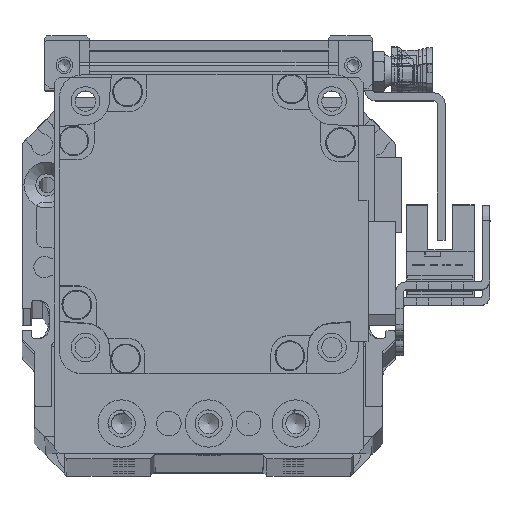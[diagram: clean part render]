
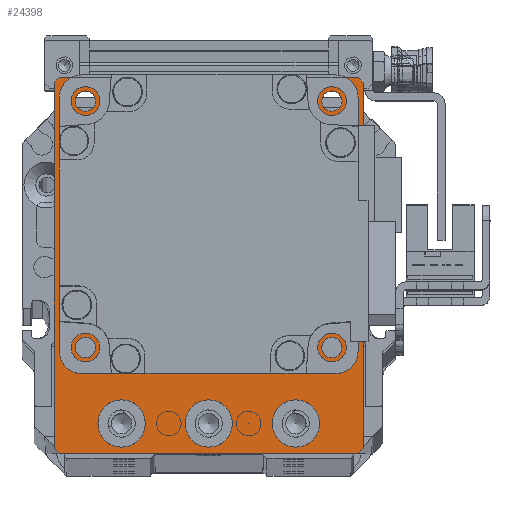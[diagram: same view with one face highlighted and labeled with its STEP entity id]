
A CAD part, top view. The second image highlights one B-rep face of the part: STEP entity #24398.
In plain terms, the highlighted planar face has unit normal (0, 0, 1).
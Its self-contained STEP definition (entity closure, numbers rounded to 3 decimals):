
#929=FACE_BOUND('',#4529,.T.);
#930=FACE_BOUND('',#4530,.T.);
#931=FACE_BOUND('',#4531,.T.);
#932=FACE_BOUND('',#4532,.T.);
#933=FACE_BOUND('',#4533,.T.);
#934=FACE_BOUND('',#4534,.T.);
#935=FACE_BOUND('',#4535,.T.);
#936=FACE_BOUND('',#4536,.T.);
#1492=PLANE('',#27296);
#2872=FACE_OUTER_BOUND('',#4528,.T.);
#4528=EDGE_LOOP('',(#21538,#21539,#21540,#21541,#21542,#21543,#21544,#21545));
#4529=EDGE_LOOP('',(#21546));
#4530=EDGE_LOOP('',(#21547));
#4531=EDGE_LOOP('',(#21548));
#4532=EDGE_LOOP('',(#21549));
#4533=EDGE_LOOP('',(#21550));
#4534=EDGE_LOOP('',(#21551));
#4535=EDGE_LOOP('',(#21552));
#4536=EDGE_LOOP('',(#21553));
#6510=LINE('',#41941,#8596);
#6512=LINE('',#41945,#8598);
#6515=LINE('',#41951,#8601);
#6516=LINE('',#41953,#8602);
#6517=LINE('',#41955,#8603);
#6518=LINE('',#41957,#8604);
#6519=LINE('',#41959,#8605);
#6520=LINE('',#41960,#8606);
#8596=VECTOR('',#33593,10.);
#8598=VECTOR('',#33597,10.);
#8601=VECTOR('',#33602,10.);
#8602=VECTOR('',#33603,10.);
#8603=VECTOR('',#33604,10.);
#8604=VECTOR('',#33605,10.);
#8605=VECTOR('',#33606,10.);
#8606=VECTOR('',#33607,10.);
#9993=CIRCLE('',#27297,25.);
#9994=CIRCLE('',#27298,2.067);
#9995=CIRCLE('',#27299,2.067);
#9996=CIRCLE('',#27300,2.067);
#9997=CIRCLE('',#27301,2.067);
#9998=CIRCLE('',#27302,4.75);
#9999=CIRCLE('',#27303,4.75);
#10000=CIRCLE('',#27304,4.75);
#12059=VERTEX_POINT('',#41938);
#12060=VERTEX_POINT('',#41940);
#12061=VERTEX_POINT('',#41944);
#12063=VERTEX_POINT('',#41950);
#12064=VERTEX_POINT('',#41952);
#12065=VERTEX_POINT('',#41954);
#12066=VERTEX_POINT('',#41956);
#12067=VERTEX_POINT('',#41958);
#12068=VERTEX_POINT('',#41961);
#12069=VERTEX_POINT('',#41963);
#12070=VERTEX_POINT('',#41965);
#12071=VERTEX_POINT('',#41967);
#12072=VERTEX_POINT('',#41969);
#12073=VERTEX_POINT('',#41971);
#12074=VERTEX_POINT('',#41973);
#12075=VERTEX_POINT('',#41975);
#15288=EDGE_CURVE('',#12060,#12059,#6510,.T.);
#15290=EDGE_CURVE('',#12060,#12061,#6512,.T.);
#15293=EDGE_CURVE('',#12063,#12059,#6515,.T.);
#15294=EDGE_CURVE('',#12063,#12064,#6516,.T.);
#15295=EDGE_CURVE('',#12065,#12064,#6517,.T.);
#15296=EDGE_CURVE('',#12065,#12066,#6518,.T.);
#15297=EDGE_CURVE('',#12067,#12066,#6519,.T.);
#15298=EDGE_CURVE('',#12067,#12061,#6520,.T.);
#15299=EDGE_CURVE('',#12068,#12068,#9993,.T.);
#15300=EDGE_CURVE('',#12069,#12069,#9994,.T.);
#15301=EDGE_CURVE('',#12070,#12070,#9995,.T.);
#15302=EDGE_CURVE('',#12071,#12071,#9996,.T.);
#15303=EDGE_CURVE('',#12072,#12072,#9997,.T.);
#15304=EDGE_CURVE('',#12073,#12073,#9998,.T.);
#15305=EDGE_CURVE('',#12074,#12074,#9999,.T.);
#15306=EDGE_CURVE('',#12075,#12075,#10000,.T.);
#21538=ORIENTED_EDGE('',*,*,#15290,.F.);
#21539=ORIENTED_EDGE('',*,*,#15288,.T.);
#21540=ORIENTED_EDGE('',*,*,#15293,.F.);
#21541=ORIENTED_EDGE('',*,*,#15294,.T.);
#21542=ORIENTED_EDGE('',*,*,#15295,.F.);
#21543=ORIENTED_EDGE('',*,*,#15296,.T.);
#21544=ORIENTED_EDGE('',*,*,#15297,.F.);
#21545=ORIENTED_EDGE('',*,*,#15298,.T.);
#21546=ORIENTED_EDGE('',*,*,#15299,.T.);
#21547=ORIENTED_EDGE('',*,*,#15300,.T.);
#21548=ORIENTED_EDGE('',*,*,#15301,.T.);
#21549=ORIENTED_EDGE('',*,*,#15302,.T.);
#21550=ORIENTED_EDGE('',*,*,#15303,.T.);
#21551=ORIENTED_EDGE('',*,*,#15304,.T.);
#21552=ORIENTED_EDGE('',*,*,#15305,.T.);
#21553=ORIENTED_EDGE('',*,*,#15306,.T.);
#24398=ADVANCED_FACE('',(#2872,#929,#930,#931,#932,#933,#934,#935,#936),
#1492,.T.);
#27296=AXIS2_PLACEMENT_3D('',#41949,#33600,#33601);
#27297=AXIS2_PLACEMENT_3D('',#41962,#33608,#33609);
#27298=AXIS2_PLACEMENT_3D('',#41964,#33610,#33611);
#27299=AXIS2_PLACEMENT_3D('',#41966,#33612,#33613);
#27300=AXIS2_PLACEMENT_3D('',#41968,#33614,#33615);
#27301=AXIS2_PLACEMENT_3D('',#41970,#33616,#33617);
#27302=AXIS2_PLACEMENT_3D('',#41972,#33618,#33619);
#27303=AXIS2_PLACEMENT_3D('',#41974,#33620,#33621);
#27304=AXIS2_PLACEMENT_3D('',#41976,#33622,#33623);
#33593=DIRECTION('',(1.,0.,0.));
#33597=DIRECTION('',(-0.707,0.707,0.));
#33600=DIRECTION('center_axis',(0.,0.,1.));
#33601=DIRECTION('ref_axis',(1.,0.,0.));
#33602=DIRECTION('',(-0.707,-0.707,0.));
#33603=DIRECTION('',(0.,1.,0.));
#33604=DIRECTION('',(0.707,-0.707,0.));
#33605=DIRECTION('',(-1.,0.,0.));
#33606=DIRECTION('',(0.707,0.707,0.));
#33607=DIRECTION('',(0.,-1.,0.));
#33608=DIRECTION('center_axis',(0.,0.,-1.));
#33609=DIRECTION('ref_axis',(1.,0.,0.));
#33610=DIRECTION('center_axis',(0.,0.,-1.));
#33611=DIRECTION('ref_axis',(1.,0.,0.));
#33612=DIRECTION('center_axis',(0.,0.,-1.));
#33613=DIRECTION('ref_axis',(1.,0.,0.));
#33614=DIRECTION('center_axis',(0.,0.,-1.));
#33615=DIRECTION('ref_axis',(1.,0.,0.));
#33616=DIRECTION('center_axis',(0.,0.,-1.));
#33617=DIRECTION('ref_axis',(1.,0.,0.));
#33618=DIRECTION('center_axis',(0.,0.,-1.));
#33619=DIRECTION('ref_axis',(1.,0.,0.));
#33620=DIRECTION('center_axis',(0.,0.,-1.));
#33621=DIRECTION('ref_axis',(1.,0.,0.));
#33622=DIRECTION('center_axis',(0.,0.,-1.));
#33623=DIRECTION('ref_axis',(1.,0.,0.));
#41938=CARTESIAN_POINT('',(30.,-37.75,59.));
#41940=CARTESIAN_POINT('',(-30.,-37.75,59.));
#41941=CARTESIAN_POINT('',(-31.,-37.75,59.));
#41944=CARTESIAN_POINT('',(-31.,-36.75,59.));
#41945=CARTESIAN_POINT('',(-32.188,-35.563,59.));
#41949=CARTESIAN_POINT('Origin',(0.,0.,
59.));
#41950=CARTESIAN_POINT('',(31.,-36.75,59.));
#41951=CARTESIAN_POINT('',(32.188,-35.563,59.));
#41952=CARTESIAN_POINT('',(31.,36.75,59.));
#41953=CARTESIAN_POINT('',(31.,-37.75,59.));
#41954=CARTESIAN_POINT('',(30.,37.75,59.));
#41955=CARTESIAN_POINT('',(32.188,35.563,59.));
#41956=CARTESIAN_POINT('',(-30.,37.75,59.));
#41957=CARTESIAN_POINT('',(31.,37.75,59.));
#41958=CARTESIAN_POINT('',(-31.,36.75,59.));
#41959=CARTESIAN_POINT('',(-32.188,35.563,59.));
#41960=CARTESIAN_POINT('',(-31.,37.75,59.));
#41961=CARTESIAN_POINT('',(-25.,8.25,59.));
#41962=CARTESIAN_POINT('Origin',(0.,8.25,59.));
#41963=CARTESIAN_POINT('',(22.682,-16.499,59.));
#41964=CARTESIAN_POINT('Origin',(24.749,-16.499,59.));
#41965=CARTESIAN_POINT('',(22.682,32.999,59.));
#41966=CARTESIAN_POINT('Origin',(24.749,32.999,59.));
#41967=CARTESIAN_POINT('',(-26.816,32.999,59.));
#41968=CARTESIAN_POINT('Origin',(-24.749,32.999,59.));
#41969=CARTESIAN_POINT('',(-26.816,-16.499,59.));
#41970=CARTESIAN_POINT('Origin',(-24.749,-16.499,59.));
#41971=CARTESIAN_POINT('',(12.75,-31.75,59.));
#41972=CARTESIAN_POINT('Origin',(17.5,-31.75,59.));
#41973=CARTESIAN_POINT('',(-4.75,-31.75,59.));
#41974=CARTESIAN_POINT('Origin',(0.,-31.75,59.));
#41975=CARTESIAN_POINT('',(-22.25,-31.75,59.));
#41976=CARTESIAN_POINT('Origin',(-17.5,-31.75,59.));
